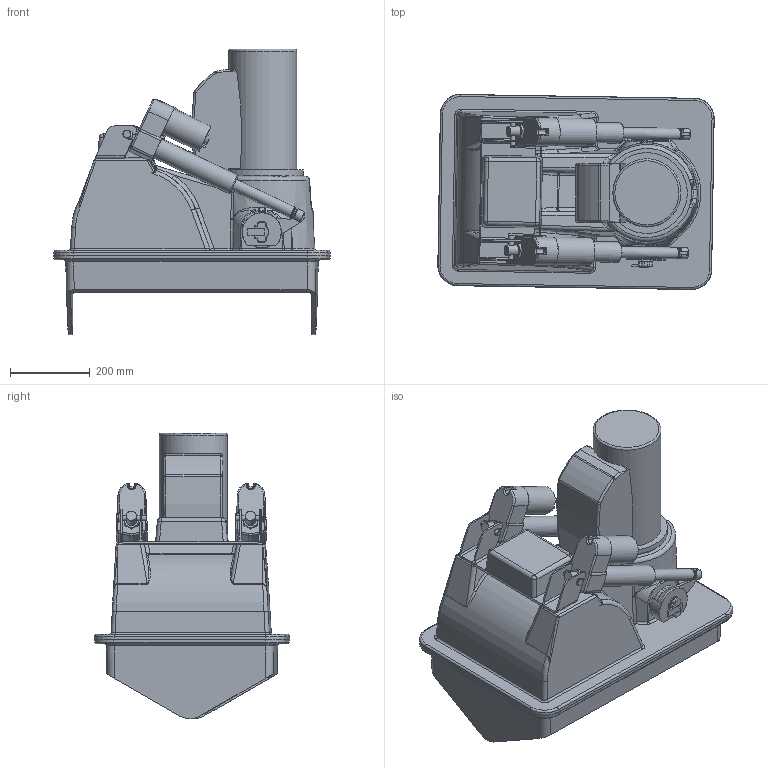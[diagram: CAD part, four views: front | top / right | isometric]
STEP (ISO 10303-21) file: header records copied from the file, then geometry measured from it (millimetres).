
FILE_DESCRIPTION(/* description */ (''),/* implementation_level */ '2;1');
FILE_NAME(/* name */ 'SRV170-250TC (24V) closed.stp',/* time_stamp */ '2017-09-04T08:56:42+02:00',/* author */ ('elvira'),/* organization */ (''),/* preprocessor_version */ 'ST-DEVELOPER v16.1',/* originating_system */ 'Autodesk Inventor 2016',/* authorisation */ '');
FILE_SCHEMA (('AUTOMOTIVE_DESIGN { 1 0 10303 214 3 1 1 }'));
Products named in the file (1): SRV170TC
Bounding box: 693.69 x 489.86 x 716.67 mm (x, y, z)
Volume: 9149353.7 mm3; surface area: 4891191.4 mm2
Topology: 4 solids, 8 shells, 1805 faces, 4532 edges, 2801 vertices
Faces by surface type: plane 620, cylinder 574, bspline 381, cone 111, torus 81, sphere 38
Full cylindrical faces by diameter (mm): 4 x6, 12.7 x6, 20 x3, 25.4 x3, 28.5 x6, 29.9 x2, 45 x5, 51 x3, 70 x3, 73 x1, 171 x2, 200 x2, 203 x2
Entity records: 89142 total; most frequent: CARTESIAN_POINT 46651, ORIENTED_EDGE 8804, DIRECTION 8362, EDGE_CURVE 4412, AXIS2_PLACEMENT_3D 3204, VERTEX_POINT 2767, EDGE_LOOP 1969, LINE 1954
